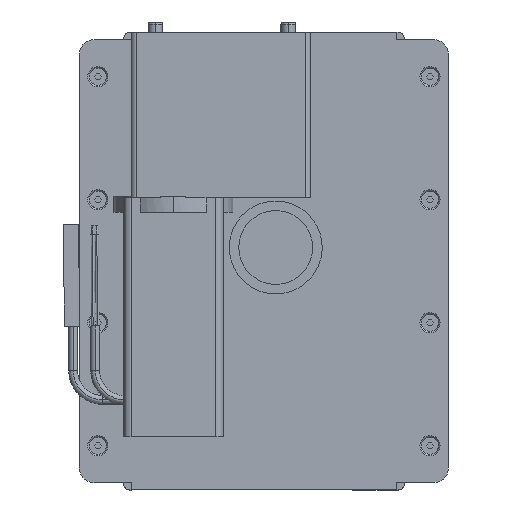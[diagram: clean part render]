
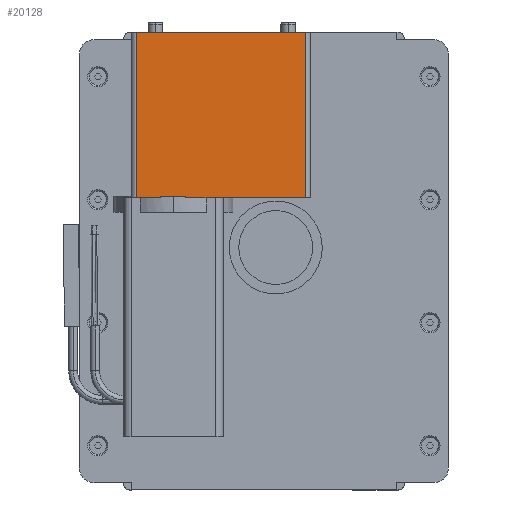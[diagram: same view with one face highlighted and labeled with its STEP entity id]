
A CAD part, left-side view. The second image highlights one B-rep face of the part: STEP entity #20128.
In plain terms, the highlighted planar face has unit normal (-1, 0, 0).
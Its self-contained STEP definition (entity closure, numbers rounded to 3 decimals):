
#613 = PLANE ( 'NONE',  #67964 ) ;
#812 = VERTEX_POINT ( 'NONE', #18667 ) ;
#991 = VECTOR ( 'NONE', #39763, 1000. ) ;
#2384 = EDGE_CURVE ( 'NONE', #28820, #812, #71402, .T. ) ;
#3015 = LINE ( 'NONE', #28125, #23868 ) ;
#3767 = VECTOR ( 'NONE', #19720, 1000. ) ;
#6318 = CARTESIAN_POINT ( 'NONE',  ( -184.128, -183.589, -90.739 ) ) ;
#6727 = ORIENTED_EDGE ( 'NONE', *, *, #47265, .T. ) ;
#7903 = CARTESIAN_POINT ( 'NONE',  ( -184.128, -200.228, 68.762 ) ) ;
#14481 = VECTOR ( 'NONE', #22334, 1000. ) ;
#14509 = LINE ( 'NONE', #70474, #78786 ) ;
#14889 = DIRECTION ( 'NONE',  ( 0., 0., 1. ) ) ;
#16300 = VECTOR ( 'NONE', #41307, 1000. ) ;
#17337 = ORIENTED_EDGE ( 'NONE', *, *, #2384, .F. ) ;
#17791 = CARTESIAN_POINT ( 'NONE',  ( -184.128, -298.089, 67.762 ) ) ;
#18667 = CARTESIAN_POINT ( 'NONE',  ( -184.128, -217.209, 68.762 ) ) ;
#19720 = DIRECTION ( 'NONE',  ( 0., 0., -1. ) ) ;
#20021 = CARTESIAN_POINT ( 'NONE',  ( -184.128, -298.089, 179.762 ) ) ;
#20128 = ADVANCED_FACE ( 'NONE', ( #75225 ), #613, .T. ) ;
#20371 = EDGE_CURVE ( 'NONE', #46303, #812, #3015, .T. ) ;
#22334 = DIRECTION ( 'NONE',  ( 0., 0., 1. ) ) ;
#22665 = EDGE_CURVE ( 'NONE', #77490, #71555, #65325, .T. ) ;
#23176 = LINE ( 'NONE', #77951, #24957 ) ;
#23868 = VECTOR ( 'NONE', #51655, 1000. ) ;
#24957 = VECTOR ( 'NONE', #78742, 1000. ) ;
#25434 = ORIENTED_EDGE ( 'NONE', *, *, #22665, .T. ) ;
#28125 = CARTESIAN_POINT ( 'NONE',  ( -184.128, -183.589, 68.762 ) ) ;
#28767 = CARTESIAN_POINT ( 'NONE',  ( -184.128, -217.209, 68.762 ) ) ;
#28820 = VERTEX_POINT ( 'NONE', #44599 ) ;
#30990 = DIRECTION ( 'NONE',  ( 0., -1., 0. ) ) ;
#32252 = CARTESIAN_POINT ( 'NONE',  ( -184.128, -200.228, 68.762 ) ) ;
#33301 = ORIENTED_EDGE ( 'NONE', *, *, #34538, .F. ) ;
#34538 = EDGE_CURVE ( 'NONE', #75437, #71555, #36685, .T. ) ;
#35465 = ORIENTED_EDGE ( 'NONE', *, *, #20371, .T. ) ;
#36685 = LINE ( 'NONE', #74053, #71352 ) ;
#37895 = DIRECTION ( 'NONE',  ( 0., -1., 0. ) ) ;
#39763 = DIRECTION ( 'NONE',  ( 0., -1., 0. ) ) ;
#40322 = CARTESIAN_POINT ( 'NONE',  ( -184.128, -200.228, 67.762 ) ) ;
#40578 = CARTESIAN_POINT ( 'NONE',  ( -184.128, -183.589, 67.762 ) ) ;
#41307 = DIRECTION ( 'NONE',  ( 0., 0., 1. ) ) ;
#43148 = DIRECTION ( 'NONE',  ( -1., 0., 0. ) ) ;
#44599 = CARTESIAN_POINT ( 'NONE',  ( -184.128, -217.209, 67.762 ) ) ;
#45757 = EDGE_LOOP ( 'NONE', ( #48836, #35465, #17337, #66915, #25434, #33301, #74149, #6727 ) ) ;
#46303 = VERTEX_POINT ( 'NONE', #7903 ) ;
#46645 = VERTEX_POINT ( 'NONE', #75794 ) ;
#47265 = EDGE_CURVE ( 'NONE', #46645, #77830, #70651, .T. ) ;
#48836 = ORIENTED_EDGE ( 'NONE', *, *, #50854, .F. ) ;
#50854 = EDGE_CURVE ( 'NONE', #46303, #77830, #69590, .T. ) ;
#51655 = DIRECTION ( 'NONE',  ( 0., -1., 0. ) ) ;
#58417 = EDGE_CURVE ( 'NONE', #28820, #77490, #23176, .T. ) ;
#65325 = LINE ( 'NONE', #77887, #14481 ) ;
#66915 = ORIENTED_EDGE ( 'NONE', *, *, #58417, .T. ) ;
#67818 = CARTESIAN_POINT ( 'NONE',  ( -184.128, -183.589, 179.762 ) ) ;
#67964 = AXIS2_PLACEMENT_3D ( 'NONE', #6318, #43148, #30990 ) ;
#69590 = LINE ( 'NONE', #32252, #3767 ) ;
#70474 = CARTESIAN_POINT ( 'NONE',  ( -184.128, -183.589, -90.739 ) ) ;
#70651 = LINE ( 'NONE', #40578, #991 ) ;
#71352 = VECTOR ( 'NONE', #37895, 1000. ) ;
#71402 = LINE ( 'NONE', #28767, #16300 ) ;
#71555 = VERTEX_POINT ( 'NONE', #20021 ) ;
#74053 = CARTESIAN_POINT ( 'NONE',  ( -184.128, -183.589, 179.762 ) ) ;
#74149 = ORIENTED_EDGE ( 'NONE', *, *, #76853, .F. ) ;
#75225 = FACE_OUTER_BOUND ( 'NONE', #45757, .T. ) ;
#75437 = VERTEX_POINT ( 'NONE', #67818 ) ;
#75794 = CARTESIAN_POINT ( 'NONE',  ( -184.128, -183.589, 67.762 ) ) ;
#76853 = EDGE_CURVE ( 'NONE', #46645, #75437, #14509, .T. ) ;
#77490 = VERTEX_POINT ( 'NONE', #17791 ) ;
#77830 = VERTEX_POINT ( 'NONE', #40322 ) ;
#77887 = CARTESIAN_POINT ( 'NONE',  ( -184.128, -298.089, -90.739 ) ) ;
#77951 = CARTESIAN_POINT ( 'NONE',  ( -184.128, -183.589, 67.762 ) ) ;
#78742 = DIRECTION ( 'NONE',  ( 0., -1., 0. ) ) ;
#78786 = VECTOR ( 'NONE', #14889, 1000. ) ;
